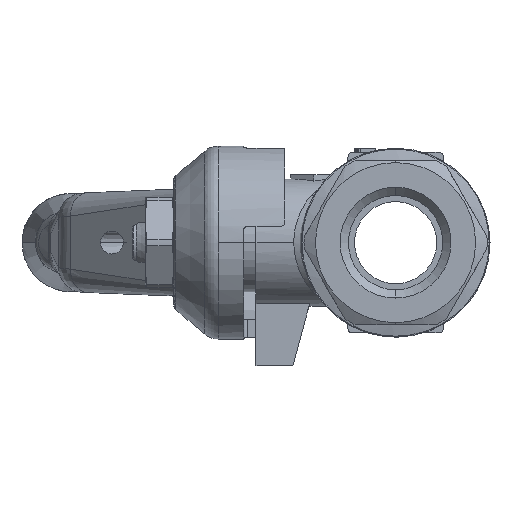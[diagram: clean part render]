
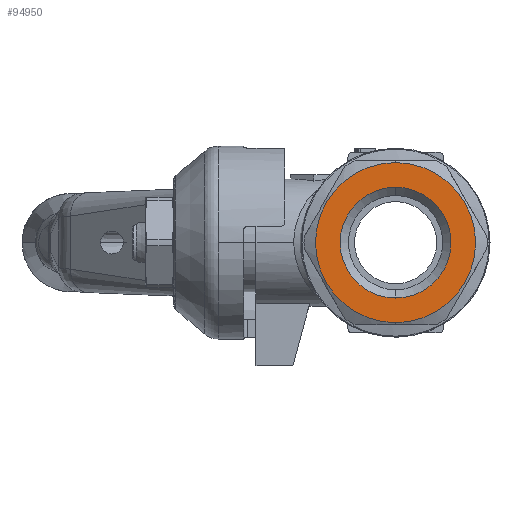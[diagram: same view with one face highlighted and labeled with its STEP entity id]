
A CAD part, left-side view. The second image highlights one B-rep face of the part: STEP entity #94950.
In plain terms, the highlighted face is planar.
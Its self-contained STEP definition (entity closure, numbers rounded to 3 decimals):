
#91350=CARTESIAN_POINT('',(27.5,0.,9.75));
#91360=VERTEX_POINT('',#91350);
#93770=CARTESIAN_POINT('',(27.5,0.,-9.75))
;
#93780=VERTEX_POINT('',#93770);
#93810=CARTESIAN_POINT('',(27.5,0.,0.));
#93820=DIRECTION('',(-1.,0.,0.));
#93830=DIRECTION('',(0.,-1.,0.));
#93840=AXIS2_PLACEMENT_3D('',#93810,#93820,#93830);
#93850=CIRCLE('',#93840,9.75);
#93860=EDGE_CURVE('',#91360,#93780,#93850,.T.);
#94660=CARTESIAN_POINT('',(27.5,-8.375,0.));
#94670=DIRECTION('',(1.,-0.,0.));
#94680=DIRECTION('',(0.,1.,0.));
#94690=AXIS2_PLACEMENT_3D('',#94660,#94670,#94680);
#94700=PLANE('',#94690);
#94710=EDGE_CURVE('',#93780,#91360,#93850,.T.);
#94720=ORIENTED_EDGE('',*,*,#94710,.F.);
#94730=ORIENTED_EDGE('',*,*,#93860,.F.);
#94740=EDGE_LOOP('',(#94730,#94720));
#94750=FACE_OUTER_BOUND('',#94740,.T.);
#94760=CARTESIAN_POINT('',(27.5,0.,0.));
#94770=DIRECTION('',(1.,0.,0.));
#94780=DIRECTION('',(0.,1.,0.));
#94790=AXIS2_PLACEMENT_3D('',#94760,#94770,#94780);
#94800=CIRCLE('',#94790,6.75);
#94810=CARTESIAN_POINT('',(27.5,6.75,0.));
#94820=VERTEX_POINT('',#94810);
#94830=CARTESIAN_POINT('',(27.5,0.,6.75));
#94840=VERTEX_POINT('',#94830);
#94850=EDGE_CURVE('',#94820,#94840,#94800,.T.);
#94860=ORIENTED_EDGE('',*,*,#94850,.F.);
#94870=CARTESIAN_POINT('',(27.5,0.,-6.75));
#94880=VERTEX_POINT('',#94870);
#94890=EDGE_CURVE('',#94840,#94880,#94800,.T.);
#94900=ORIENTED_EDGE('',*,*,#94890,.F.);
#94910=EDGE_CURVE('',#94880,#94820,#94800,.T.);
#94920=ORIENTED_EDGE('',*,*,#94910,.F.);
#94930=EDGE_LOOP('',(#94920,#94900,#94860));
#94940=FACE_BOUND('',#94930,.T.);
#94950=ADVANCED_FACE('',(#94750,#94940),#94700,.T.);
